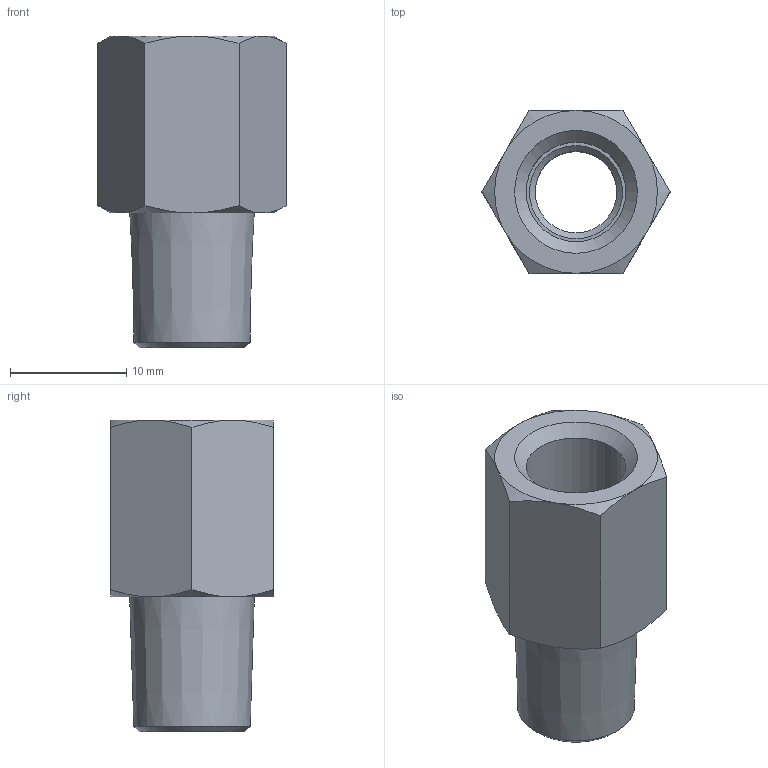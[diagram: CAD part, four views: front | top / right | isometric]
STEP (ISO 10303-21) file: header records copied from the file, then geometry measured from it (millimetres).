
FILE_DESCRIPTION(/* description */ (''),/* implementation_level */ '2;1');
FILE_NAME(/* name */ '3D_R424-DN6_172483220.stp',/* time_stamp */ '2021-07-26T10:17:02+02:00',/* author */ ('cad'),/* organization */ (''),/* preprocessor_version */ 'ST-DEVELOPER v18.1',/* originating_system */ 'Autodesk Inventor 2022',/* authorisation */ '');
FILE_SCHEMA (('AUTOMOTIVE_DESIGN { 1 0 10303 214 3 1 1 }'));
Length unit declared in the file: millimetre
Products named in the file (1): 3D_R424-DN6_172483220
Bounding box: 16.17 x 14 x 26.8 mm (x, y, z)
Volume: 2228.8 mm3; surface area: 1977.6 mm2
Topology: 1 solids, 1 shells, 28 faces, 60 edges, 36 vertices
Faces by surface type: cone 16, plane 10, cylinder 2
Full cylindrical faces by diameter (mm): 7 x1, 8.566 x1
Entity records: 773 total; most frequent: CARTESIAN_POINT 173, ORIENTED_EDGE 120, DIRECTION 118, EDGE_CURVE 60, AXIS2_PLACEMENT_3D 53, VERTEX_POINT 36, EDGE_LOOP 32, FACE_OUTER_BOUND 28
